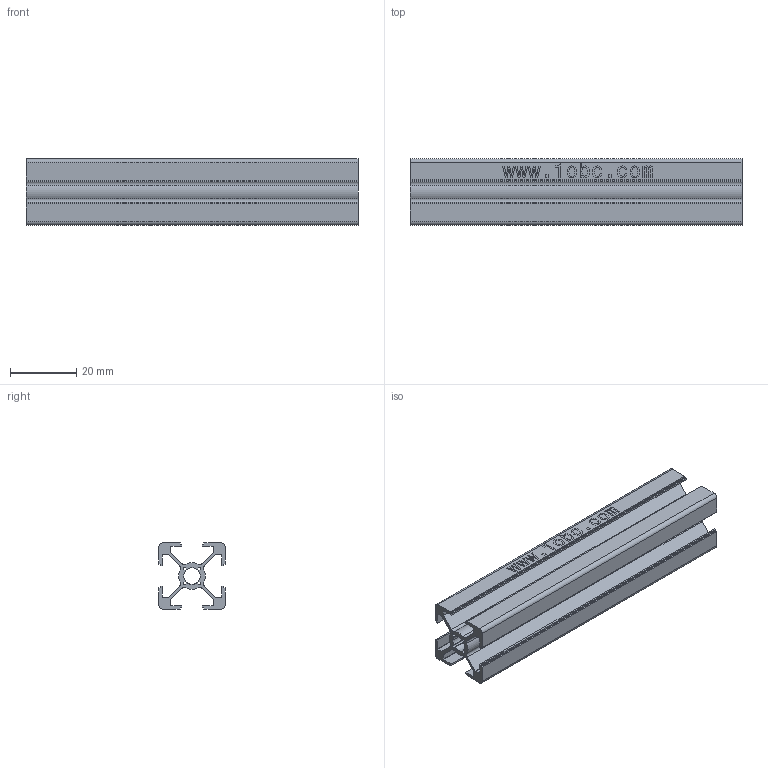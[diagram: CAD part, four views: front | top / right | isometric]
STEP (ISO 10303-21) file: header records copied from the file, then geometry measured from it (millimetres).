
FILE_DESCRIPTION(('CATIA V5 STEP Exchange'),'2;1');
FILE_NAME('OBC-2020.stp','2015-03-30T12:12:45+00:00',('none'),('none'),'CATIA Version 5 Release 21 GA (IN-10)','CATIA V5 STEP AP203','none');
FILE_SCHEMA(('CONFIG_CONTROL_DESIGN'));
Length unit declared in the file: millimetre
Products named in the file (1): OBC-2020
Bounding box: 100 x 20 x 20 mm (x, y, z)
Volume: 12409.7 mm3; surface area: 19192.5 mm2
Topology: 1 solids, 1 shells, 400 faces, 1152 edges, 768 vertices
Faces by surface type: plane 340, cylinder 58, torus 2
Entity records: 12646 total; most frequent: CARTESIAN_POINT 2325, ORIENTED_EDGE 2304, DIRECTION 1832, EDGE_CURVE 1152, VECTOR 1028, LINE 1028, VERTEX_POINT 768, AXIS2_PLACEMENT_3D 461
